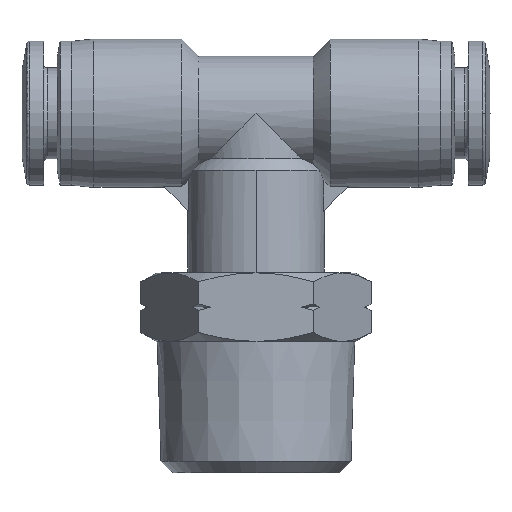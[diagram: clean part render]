
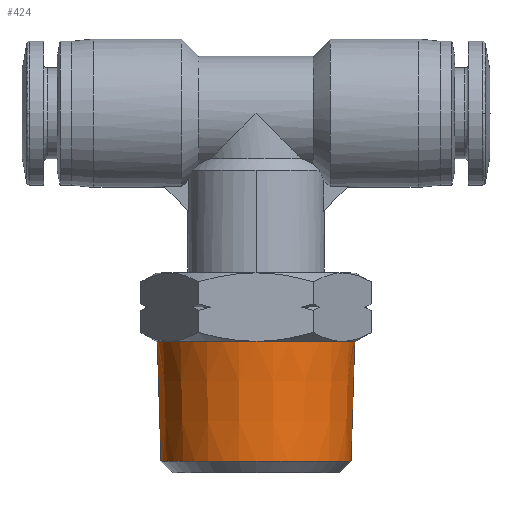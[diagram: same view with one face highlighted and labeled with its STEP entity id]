
A CAD part, top view. The second image highlights one B-rep face of the part: STEP entity #424.
In plain terms, the highlighted conical face has half-angle 1.79 degrees and reference radius 8.65 mm.
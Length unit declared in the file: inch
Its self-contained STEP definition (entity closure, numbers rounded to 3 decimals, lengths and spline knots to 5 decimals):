
#393 = EDGE_CURVE ( 'NONE', #3643, #733, #1062, .T. ) ;
#413 = CARTESIAN_POINT ( 'NONE',  ( 0., -0.23622, 0. ) ) ;
#424 = ADVANCED_FACE ( 'NONE', ( #899 ), #629, .T. ) ;
#454 = LINE ( 'NONE', #2589, #1500 ) ;
#516 = LINE ( 'NONE', #3601, #5813 ) ;
#545 = CARTESIAN_POINT ( 'NONE',  ( 0.34055, -0.23622, 0. ) ) ;
#629 = CONICAL_SURFACE ( 'NONE', #3457, 0.34055, 0.031 ) ;
#733 = VERTEX_POINT ( 'NONE', #3708 ) ;
#859 = DIRECTION ( 'NONE',  ( -1., 0., 0. ) ) ;
#899 = FACE_OUTER_BOUND ( 'NONE', #3771, .T. ) ;
#1062 = CIRCLE ( 'NONE', #4249, 0.32763 ) ;
#1179 = ORIENTED_EDGE ( 'NONE', *, *, #3479, .F. ) ;
#1220 = CIRCLE ( 'NONE', #5362, 0.34055 ) ;
#1301 = DIRECTION ( 'NONE',  ( 0.031, 1., 0. ) ) ;
#1500 = VECTOR ( 'NONE', #3050, 39.37008 ) ;
#2245 = VERTEX_POINT ( 'NONE', #4074 ) ;
#2450 = ORIENTED_EDGE ( 'NONE', *, *, #393, .T. ) ;
#2589 = CARTESIAN_POINT ( 'NONE',  ( -0.34055, -0.23622, 0. ) ) ;
#2692 = ORIENTED_EDGE ( 'NONE', *, *, #5560, .T. ) ;
#2729 = DIRECTION ( 'NONE',  ( -1., 0., 0. ) ) ;
#2850 = DIRECTION ( 'NONE',  ( 0., 1., 0. ) ) ;
#3050 = DIRECTION ( 'NONE',  ( -0.031, 1., 0. ) ) ;
#3146 = VERTEX_POINT ( 'NONE', #545 ) ;
#3361 = DIRECTION ( 'NONE',  ( -1., 0., 0. ) ) ;
#3385 = CARTESIAN_POINT ( 'NONE',  ( 0., -0.64963, 0. ) ) ;
#3457 = AXIS2_PLACEMENT_3D ( 'NONE', #3532, #2850, #2729 ) ;
#3462 = DIRECTION ( 'NONE',  ( 0., 1., 0. ) ) ;
#3479 = EDGE_CURVE ( 'NONE', #3643, #2245, #454, .T. ) ;
#3532 = CARTESIAN_POINT ( 'NONE',  ( 0., -0.23622, 0. ) ) ;
#3556 = DIRECTION ( 'NONE',  ( 0., -1., 0. ) ) ;
#3601 = CARTESIAN_POINT ( 'NONE',  ( 0.34055, -0.23622, 0. ) ) ;
#3643 = VERTEX_POINT ( 'NONE', #3839 ) ;
#3708 = CARTESIAN_POINT ( 'NONE',  ( 0.32763, -0.64963, 0. ) ) ;
#3771 = EDGE_LOOP ( 'NONE', ( #2450, #4354, #2692, #1179 ) ) ;
#3839 = CARTESIAN_POINT ( 'NONE',  ( -0.32763, -0.64963, 0. ) ) ;
#4074 = CARTESIAN_POINT ( 'NONE',  ( -0.34055, -0.23622, 0. ) ) ;
#4249 = AXIS2_PLACEMENT_3D ( 'NONE', #3385, #3462, #3361 ) ;
#4354 = ORIENTED_EDGE ( 'NONE', *, *, #5607, .T. ) ;
#5362 = AXIS2_PLACEMENT_3D ( 'NONE', #413, #3556, #859 ) ;
#5560 = EDGE_CURVE ( 'NONE', #3146, #2245, #1220, .T. ) ;
#5607 = EDGE_CURVE ( 'NONE', #733, #3146, #516, .T. ) ;
#5813 = VECTOR ( 'NONE', #1301, 39.37008 ) ;
